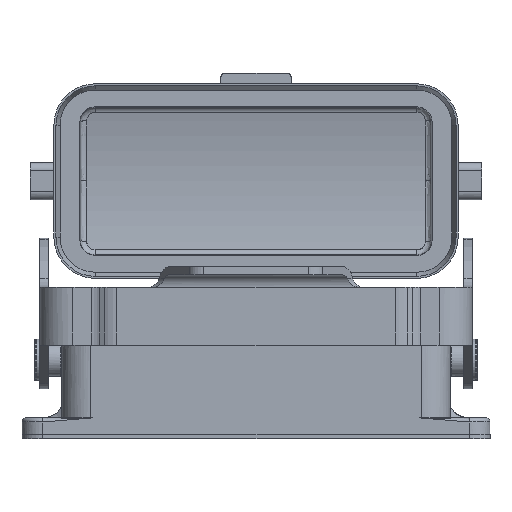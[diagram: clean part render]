
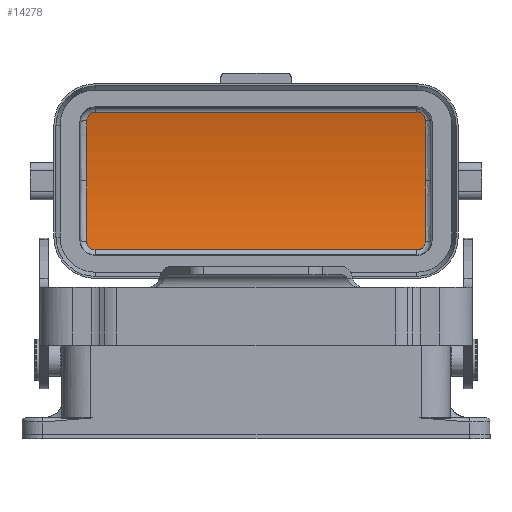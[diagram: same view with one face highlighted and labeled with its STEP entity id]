
A CAD part, front view. The second image highlights one B-rep face of the part: STEP entity #14278.
In plain terms, the highlighted cylindrical face has radius 78 mm (diameter 156 mm), a partial arc.
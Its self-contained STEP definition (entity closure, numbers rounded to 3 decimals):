
#8276=ELLIPSE('',#30165,78.006,78.);
#8277=ELLIPSE('',#30166,78.006,78.);
#8278=ELLIPSE('',#30167,78.006,78.);
#8279=ELLIPSE('',#30168,78.006,78.);
#8446=CYLINDRICAL_SURFACE('',#30169,78.);
#9365=FACE_OUTER_BOUND('',#16465,.T.);
#10148=B_SPLINE_CURVE_WITH_KNOTS('',3,(#41655,#41656,#41657,#41658,#41659,
#41660,#41661,#41662,#41663,#41664,#41665,#41666,#41667,#41668,#41669,#41670,
#41671,#41672,#41673),.UNSPECIFIED.,.F.,.F.,(4,3,3,3,3,3,4),(0.,0.086,
0.306,0.525,0.648,0.854,
1.),.UNSPECIFIED.);
#10149=B_SPLINE_CURVE_WITH_KNOTS('',3,(#41680,#41681,#41682,#41683,#41684,
#41685,#41686,#41687,#41688,#41689,#41690,#41691,#41692,#41693,#41694,#41695,
#41696,#41697,#41698),.UNSPECIFIED.,.F.,.F.,(4,3,3,3,3,3,4),(0.,0.076,
0.286,0.497,0.643,0.866,1.),
 .UNSPECIFIED.);
#10150=B_SPLINE_CURVE_WITH_KNOTS('',3,(#41702,#41703,#41704,#41705,#41706,
#41707,#41708,#41709,#41710,#41711,#41712,#41713,#41714,#41715,#41716,#41717,
#41718,#41719,#41720),.UNSPECIFIED.,.F.,.F.,(4,3,3,3,3,3,4),(0.,0.063,
0.284,0.503,0.626,0.832,
1.),.UNSPECIFIED.);
#10151=B_SPLINE_CURVE_WITH_KNOTS('',3,(#41726,#41727,#41728,#41729,#41730,
#41731,#41732,#41733,#41734,#41735,#41736,#41737,#41738,#41739,#41740,#41741,
#41742,#41743,#41744),.UNSPECIFIED.,.F.,.F.,(4,3,3,3,3,3,4),(0.,0.055,
0.265,0.475,0.62,0.843,1.),
 .UNSPECIFIED.);
#10975=LINE('',#41700,#12738);
#10976=LINE('',#41746,#12739);
#12738=VECTOR('',#33265,1.);
#12739=VECTOR('',#33270,1.);
#14278=ADVANCED_FACE('',(#9365),#8446,.F.);
#16465=EDGE_LOOP('',(#19855,#19856,#19857,#19858,#19859,#19860,#19861,#19862,
#19863,#19864));
#19855=ORIENTED_EDGE('',*,*,#26946,.F.);
#19856=ORIENTED_EDGE('',*,*,#26947,.F.);
#19857=ORIENTED_EDGE('',*,*,#26948,.F.);
#19858=ORIENTED_EDGE('',*,*,#26949,.F.);
#19859=ORIENTED_EDGE('',*,*,#26950,.F.);
#19860=ORIENTED_EDGE('',*,*,#26951,.F.);
#19861=ORIENTED_EDGE('',*,*,#26952,.F.);
#19862=ORIENTED_EDGE('',*,*,#26953,.F.);
#19863=ORIENTED_EDGE('',*,*,#26954,.F.);
#19864=ORIENTED_EDGE('',*,*,#26955,.F.);
#24453=VERTEX_POINT('',#41674);
#24454=VERTEX_POINT('',#41675);
#24455=VERTEX_POINT('',#41677);
#24456=VERTEX_POINT('',#41679);
#24457=VERTEX_POINT('',#41699);
#24458=VERTEX_POINT('',#41701);
#24459=VERTEX_POINT('',#41721);
#24460=VERTEX_POINT('',#41723);
#24461=VERTEX_POINT('',#41725);
#24462=VERTEX_POINT('',#41745);
#26946=EDGE_CURVE('',#24453,#24454,#10148,.T.);
#26947=EDGE_CURVE('',#24455,#24453,#8276,.T.);
#26948=EDGE_CURVE('',#24456,#24455,#8277,.T.);
#26949=EDGE_CURVE('',#24457,#24456,#10149,.T.);
#26950=EDGE_CURVE('',#24458,#24457,#10975,.T.);
#26951=EDGE_CURVE('',#24459,#24458,#10150,.T.);
#26952=EDGE_CURVE('',#24460,#24459,#8278,.T.);
#26953=EDGE_CURVE('',#24461,#24460,#8279,.T.);
#26954=EDGE_CURVE('',#24462,#24461,#10151,.T.);
#26955=EDGE_CURVE('',#24454,#24462,#10976,.T.);
#30165=AXIS2_PLACEMENT_3D('',#41676,#33261,#33262);
#30166=AXIS2_PLACEMENT_3D('',#41678,#33263,#33264);
#30167=AXIS2_PLACEMENT_3D('',#41722,#33266,#33267);
#30168=AXIS2_PLACEMENT_3D('',#41724,#33268,#33269);
#30169=AXIS2_PLACEMENT_3D('',#41747,#33271,#33272);
#33261=DIRECTION('',(-1.,-0.013,0.));
#33262=DIRECTION('',(0.013,-1.,0.));
#33263=DIRECTION('',(-1.,-0.013,0.));
#33264=DIRECTION('',(0.013,-1.,0.));
#33265=DIRECTION('',(1.,0.,0.));
#33266=DIRECTION('',(1.,-0.013,0.));
#33267=DIRECTION('',(0.013,1.,0.));
#33268=DIRECTION('',(1.,-0.013,0.));
#33269=DIRECTION('',(0.013,1.,0.));
#33270=DIRECTION('',(-1.,0.,0.));
#33271=DIRECTION('',(1.,0.,0.));
#33272=DIRECTION('',(0.,0.957,-0.29));
#41655=CARTESIAN_POINT('',(40.861,44.901,4.362));
#41656=CARTESIAN_POINT('',(40.861,44.884,4.271));
#41657=CARTESIAN_POINT('',(40.855,44.866,4.18));
#41658=CARTESIAN_POINT('',(40.844,44.849,4.089));
#41659=CARTESIAN_POINT('',(40.814,44.804,3.862));
#41660=CARTESIAN_POINT('',(40.746,44.76,3.637));
#41661=CARTESIAN_POINT('',(40.644,44.718,3.432));
#41662=CARTESIAN_POINT('',(40.542,44.676,3.227));
#41663=CARTESIAN_POINT('',(40.403,44.637,3.037));
#41664=CARTESIAN_POINT('',(40.238,44.603,2.877));
#41665=CARTESIAN_POINT('',(40.144,44.584,2.787));
#41666=CARTESIAN_POINT('',(40.041,44.567,2.705));
#41667=CARTESIAN_POINT('',(39.932,44.552,2.634));
#41668=CARTESIAN_POINT('',(39.749,44.527,2.516));
#41669=CARTESIAN_POINT('',(39.543,44.507,2.427));
#41670=CARTESIAN_POINT('',(39.33,44.496,2.375));
#41671=CARTESIAN_POINT('',(39.179,44.488,2.338));
#41672=CARTESIAN_POINT('',(39.022,44.484,2.32));
#41673=CARTESIAN_POINT('',(38.866,44.484,2.32));
#41674=CARTESIAN_POINT('',(40.861,44.901,4.362));
#41675=CARTESIAN_POINT('',(38.866,44.484,2.32));
#41676=CARTESIAN_POINT('',(41.845,-31.723,18.95));
#41677=CARTESIAN_POINT('',(40.843,46.277,19.003));
#41678=CARTESIAN_POINT('',(41.845,-31.723,18.95));
#41679=CARTESIAN_POINT('',(40.861,44.901,33.537));
#41680=CARTESIAN_POINT('',(38.866,44.484,35.58));
#41681=CARTESIAN_POINT('',(38.948,44.484,35.58));
#41682=CARTESIAN_POINT('',(39.03,44.485,35.575));
#41683=CARTESIAN_POINT('',(39.112,44.487,35.565));
#41684=CARTESIAN_POINT('',(39.333,44.493,35.537));
#41685=CARTESIAN_POINT('',(39.552,44.508,35.469));
#41686=CARTESIAN_POINT('',(39.75,44.529,35.37));
#41687=CARTESIAN_POINT('',(39.949,44.551,35.269));
#41688=CARTESIAN_POINT('',(40.132,44.58,35.133));
#41689=CARTESIAN_POINT('',(40.286,44.613,34.974));
#41690=CARTESIAN_POINT('',(40.393,44.637,34.864));
#41691=CARTESIAN_POINT('',(40.487,44.662,34.74));
#41692=CARTESIAN_POINT('',(40.566,44.689,34.609));
#41693=CARTESIAN_POINT('',(40.686,44.73,34.409));
#41694=CARTESIAN_POINT('',(40.772,44.775,34.186));
#41695=CARTESIAN_POINT('',(40.819,44.82,33.959));
#41696=CARTESIAN_POINT('',(40.847,44.847,33.82));
#41697=CARTESIAN_POINT('',(40.861,44.874,33.678));
#41698=CARTESIAN_POINT('',(40.861,44.901,33.537));
#41699=CARTESIAN_POINT('',(38.866,44.484,35.58));
#41700=CARTESIAN_POINT('',(0.,44.484,35.58));
#41701=CARTESIAN_POINT('',(-38.866,44.484,35.58));
#41702=CARTESIAN_POINT('',(-40.861,44.901,33.537));
#41703=CARTESIAN_POINT('',(-40.861,44.888,33.604));
#41704=CARTESIAN_POINT('',(-40.858,44.875,33.671));
#41705=CARTESIAN_POINT('',(-40.852,44.863,33.738));
#41706=CARTESIAN_POINT('',(-40.83,44.818,33.966));
#41707=CARTESIAN_POINT('',(-40.77,44.773,34.194));
#41708=CARTESIAN_POINT('',(-40.674,44.731,34.403));
#41709=CARTESIAN_POINT('',(-40.579,44.689,34.612));
#41710=CARTESIAN_POINT('',(-40.447,44.649,34.807));
#41711=CARTESIAN_POINT('',(-40.287,44.614,34.973));
#41712=CARTESIAN_POINT('',(-40.197,44.594,35.067));
#41713=CARTESIAN_POINT('',(-40.097,44.576,35.152));
#41714=CARTESIAN_POINT('',(-39.989,44.56,35.227));
#41715=CARTESIAN_POINT('',(-39.81,44.533,35.351));
#41716=CARTESIAN_POINT('',(-39.608,44.513,35.447));
#41717=CARTESIAN_POINT('',(-39.397,44.5,35.507));
#41718=CARTESIAN_POINT('',(-39.225,44.489,35.555));
#41719=CARTESIAN_POINT('',(-39.045,44.484,35.58));
#41720=CARTESIAN_POINT('',(-38.866,44.484,35.58));
#41721=CARTESIAN_POINT('',(-40.861,44.901,33.537));
#41722=CARTESIAN_POINT('',(-41.845,-31.723,18.95));
#41723=CARTESIAN_POINT('',(-40.843,46.277,19.003));
#41724=CARTESIAN_POINT('',(-41.845,-31.723,18.95));
#41725=CARTESIAN_POINT('',(-40.861,44.901,4.362));
#41726=CARTESIAN_POINT('',(-38.866,44.484,2.32));
#41727=CARTESIAN_POINT('',(-38.926,44.484,2.32));
#41728=CARTESIAN_POINT('',(-38.986,44.484,2.322));
#41729=CARTESIAN_POINT('',(-39.045,44.486,2.328));
#41730=CARTESIAN_POINT('',(-39.266,44.49,2.348));
#41731=CARTESIAN_POINT('',(-39.487,44.503,2.407));
#41732=CARTESIAN_POINT('',(-39.688,44.523,2.5));
#41733=CARTESIAN_POINT('',(-39.89,44.543,2.593));
#41734=CARTESIAN_POINT('',(-40.078,44.571,2.723));
#41735=CARTESIAN_POINT('',(-40.237,44.603,2.876));
#41736=CARTESIAN_POINT('',(-40.347,44.626,2.983));
#41737=CARTESIAN_POINT('',(-40.445,44.65,3.102));
#41738=CARTESIAN_POINT('',(-40.529,44.677,3.23));
#41739=CARTESIAN_POINT('',(-40.655,44.717,3.426));
#41740=CARTESIAN_POINT('',(-40.749,44.762,3.646));
#41741=CARTESIAN_POINT('',(-40.803,44.806,3.872));
#41742=CARTESIAN_POINT('',(-40.842,44.838,4.032));
#41743=CARTESIAN_POINT('',(-40.861,44.87,4.198));
#41744=CARTESIAN_POINT('',(-40.861,44.901,4.362));
#41745=CARTESIAN_POINT('',(-38.866,44.484,2.32));
#41746=CARTESIAN_POINT('',(0.,44.484,2.32));
#41747=CARTESIAN_POINT('',(-42.7,-31.723,18.95));
